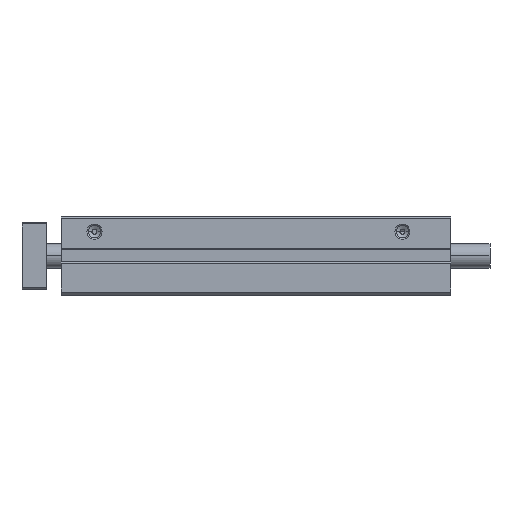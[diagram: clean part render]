
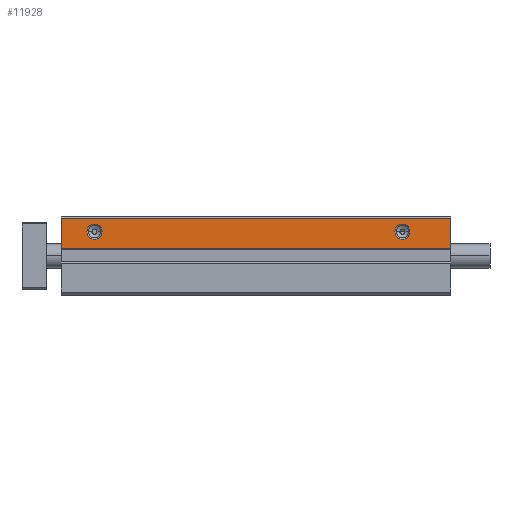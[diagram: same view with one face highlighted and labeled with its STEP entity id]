
A CAD part, top view. The second image highlights one B-rep face of the part: STEP entity #11928.
In plain terms, the highlighted planar face has unit normal (0, 0, 1).
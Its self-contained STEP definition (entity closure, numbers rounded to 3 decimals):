
#46 = AXIS2_PLACEMENT_3D ( 'NONE', #3695, #9551, #6004 ) ;
#433 = VERTEX_POINT ( 'NONE', #2319 ) ;
#998 = CARTESIAN_POINT ( 'NONE',  ( 0., 12.5, 29. ) ) ;
#1037 = CARTESIAN_POINT ( 'NONE',  ( 113., 8., 29. ) ) ;
#1282 = ORIENTED_EDGE ( 'NONE', *, *, #4488, .T. ) ;
#1380 = VERTEX_POINT ( 'NONE', #11206 ) ;
#1668 = CARTESIAN_POINT ( 'NONE',  ( 0., 2.5, 29. ) ) ;
#1677 = ORIENTED_EDGE ( 'NONE', *, *, #9877, .T. ) ;
#1736 = CARTESIAN_POINT ( 'NONE',  ( 129., 2.5, 29. ) ) ;
#1817 = DIRECTION ( 'NONE',  ( 0., -1., 0. ) ) ;
#1895 = EDGE_CURVE ( 'NONE', #8661, #1380, #3659, .T. ) ;
#2180 = CARTESIAN_POINT ( 'NONE',  ( 129., 0., 29. ) ) ;
#2208 = LINE ( 'NONE', #8136, #6530 ) ;
#2319 = CARTESIAN_POINT ( 'NONE',  ( 8.5, 8., 29. ) ) ;
#2349 = CARTESIAN_POINT ( 'NONE',  ( 0., 2.5, 29. ) ) ;
#2542 = FACE_OUTER_BOUND ( 'NONE', #9998, .T. ) ;
#2671 = ORIENTED_EDGE ( 'NONE', *, *, #1895, .T. ) ;
#2842 = EDGE_CURVE ( 'NONE', #3716, #12331, #8469, .T. ) ;
#2983 = CARTESIAN_POINT ( 'NONE',  ( 113., 5.5, 29. ) ) ;
#3154 = VERTEX_POINT ( 'NONE', #1736 ) ;
#3211 = LINE ( 'NONE', #2180, #5429 ) ;
#3281 = AXIS2_PLACEMENT_3D ( 'NONE', #2349, #6412, #6286 ) ;
#3659 = LINE ( 'NONE', #1668, #8037 ) ;
#3695 = CARTESIAN_POINT ( 'NONE',  ( 113., 8., 29. ) ) ;
#3716 = VERTEX_POINT ( 'NONE', #4942 ) ;
#3878 = ORIENTED_EDGE ( 'NONE', *, *, #10877, .F. ) ;
#4103 = ORIENTED_EDGE ( 'NONE', *, *, #2842, .T. ) ;
#4253 = CARTESIAN_POINT ( 'NONE',  ( 0., 2.5, 29. ) ) ;
#4488 = EDGE_CURVE ( 'NONE', #433, #5231, #6629, .T. ) ;
#4864 = ORIENTED_EDGE ( 'NONE', *, *, #10788, .T. ) ;
#4910 = DIRECTION ( 'NONE',  ( 0., 0., -1. ) ) ;
#4942 = CARTESIAN_POINT ( 'NONE',  ( 115.5, 8., 29. ) ) ;
#4968 = DIRECTION ( 'NONE',  ( 1., 0., 0. ) ) ;
#5231 = VERTEX_POINT ( 'NONE', #11238 ) ;
#5236 = ORIENTED_EDGE ( 'NONE', *, *, #5675, .T. ) ;
#5407 = DIRECTION ( 'NONE',  ( 1., 0., 0. ) ) ;
#5429 = VECTOR ( 'NONE', #1817, 1000. ) ;
#5624 = AXIS2_PLACEMENT_3D ( 'NONE', #7808, #4910, #10500 ) ;
#5675 = EDGE_CURVE ( 'NONE', #12331, #10016, #6658, .T. ) ;
#5924 = VECTOR ( 'NONE', #9972, 1000. ) ;
#5930 = ORIENTED_EDGE ( 'NONE', *, *, #10462, .T. ) ;
#6004 = DIRECTION ( 'NONE',  ( 0., -1., 0. ) ) ;
#6060 = LINE ( 'NONE', #4253, #5924 ) ;
#6286 = DIRECTION ( 'NONE',  ( 1., 0., 0. ) ) ;
#6317 = AXIS2_PLACEMENT_3D ( 'NONE', #7407, #8244, #5407 ) ;
#6411 = EDGE_CURVE ( 'NONE', #12068, #3154, #3211, .T. ) ;
#6412 = DIRECTION ( 'NONE',  ( 0., 0., 1. ) ) ;
#6530 = VECTOR ( 'NONE', #11915, 1000. ) ;
#6587 = EDGE_LOOP ( 'NONE', ( #1677, #1282 ) ) ;
#6629 = CIRCLE ( 'NONE', #5624, 2.5 ) ;
#6658 = CIRCLE ( 'NONE', #9726, 2.5 ) ;
#6709 = CARTESIAN_POINT ( 'NONE',  ( 129., 12.5, 29. ) ) ;
#6772 = DIRECTION ( 'NONE',  ( 0., 0., -1. ) ) ;
#7191 = PLANE ( 'NONE',  #3281 ) ;
#7318 = DIRECTION ( 'NONE',  ( 0., 0., -1. ) ) ;
#7407 = CARTESIAN_POINT ( 'NONE',  ( 11., 8., 29. ) ) ;
#7808 = CARTESIAN_POINT ( 'NONE',  ( 11., 8., 29. ) ) ;
#8037 = VECTOR ( 'NONE', #8375, 1000. ) ;
#8100 = ORIENTED_EDGE ( 'NONE', *, *, #6411, .F. ) ;
#8136 = CARTESIAN_POINT ( 'NONE',  ( 0., 12.5, 29. ) ) ;
#8244 = DIRECTION ( 'NONE',  ( 0., 0., -1. ) ) ;
#8340 = FACE_BOUND ( 'NONE', #6587, .T. ) ;
#8375 = DIRECTION ( 'NONE',  ( 0., -1., 0. ) ) ;
#8469 = CIRCLE ( 'NONE', #46, 2.5 ) ;
#8661 = VERTEX_POINT ( 'NONE', #998 ) ;
#9303 = CARTESIAN_POINT ( 'NONE',  ( 113., 8., 29. ) ) ;
#9415 = CIRCLE ( 'NONE', #12689, 2.5 ) ;
#9551 = DIRECTION ( 'NONE',  ( 0., 0., -1. ) ) ;
#9726 = AXIS2_PLACEMENT_3D ( 'NONE', #9303, #7318, #11290 ) ;
#9877 = EDGE_CURVE ( 'NONE', #5231, #433, #11847, .T. ) ;
#9972 = DIRECTION ( 'NONE',  ( -1., 0., 0. ) ) ;
#9983 = EDGE_LOOP ( 'NONE', ( #4103, #5236, #4864 ) ) ;
#9998 = EDGE_LOOP ( 'NONE', ( #2671, #3878, #8100, #5930 ) ) ;
#10016 = VERTEX_POINT ( 'NONE', #12711 ) ;
#10462 = EDGE_CURVE ( 'NONE', #12068, #8661, #2208, .T. ) ;
#10500 = DIRECTION ( 'NONE',  ( 1., 0., 0. ) ) ;
#10788 = EDGE_CURVE ( 'NONE', #10016, #3716, #9415, .T. ) ;
#10877 = EDGE_CURVE ( 'NONE', #3154, #1380, #6060, .T. ) ;
#11206 = CARTESIAN_POINT ( 'NONE',  ( 0., 2.5, 29. ) ) ;
#11219 = FACE_BOUND ( 'NONE', #9983, .T. ) ;
#11238 = CARTESIAN_POINT ( 'NONE',  ( 13.5, 8., 29. ) ) ;
#11290 = DIRECTION ( 'NONE',  ( 0., -1., 0. ) ) ;
#11847 = CIRCLE ( 'NONE', #6317, 2.5 ) ;
#11915 = DIRECTION ( 'NONE',  ( -1., 0., 0. ) ) ;
#11928 = ADVANCED_FACE ( 'NONE', ( #2542, #8340, #11219 ), #7191, .T. ) ;
#12068 = VERTEX_POINT ( 'NONE', #6709 ) ;
#12331 = VERTEX_POINT ( 'NONE', #2983 ) ;
#12689 = AXIS2_PLACEMENT_3D ( 'NONE', #1037, #6772, #4968 ) ;
#12711 = CARTESIAN_POINT ( 'NONE',  ( 110.5, 8., 29. ) ) ;
